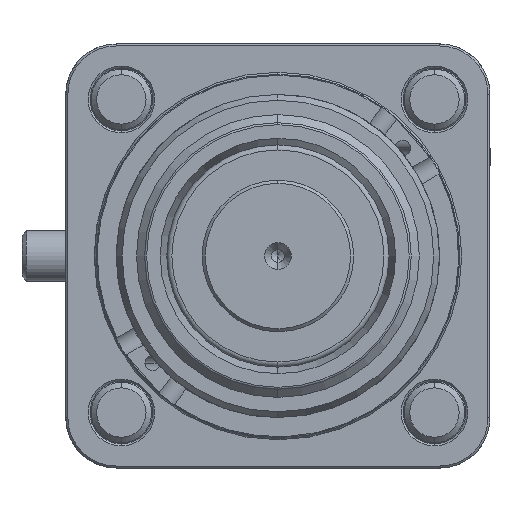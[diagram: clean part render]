
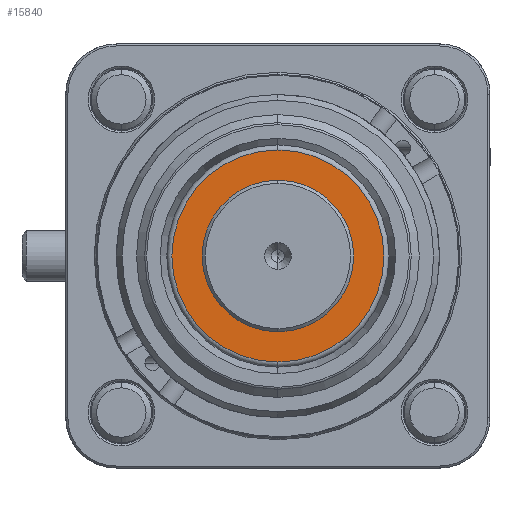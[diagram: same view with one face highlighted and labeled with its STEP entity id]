
A CAD part, front view. The second image highlights one B-rep face of the part: STEP entity #15840.
In plain terms, the highlighted planar face has unit normal (0, -1, 0).
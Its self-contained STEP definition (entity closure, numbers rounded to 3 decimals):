
#433 = DIRECTION ( 'NONE',  ( 0., -1., 0. ) ) ;
#1125 = DIRECTION ( 'NONE',  ( 0., -1., 0. ) ) ;
#2100 = DIRECTION ( 'NONE',  ( 0., 0., 1. ) ) ;
#2484 = FACE_BOUND ( 'NONE', #23345, .T. ) ;
#2826 = DIRECTION ( 'NONE',  ( 0., 0., 1. ) ) ;
#4044 = CARTESIAN_POINT ( 'NONE',  ( 0., -28.61, 7.5 ) ) ;
#4736 = CARTESIAN_POINT ( 'NONE',  ( 0., -28.61, 0. ) ) ;
#6295 = VERTEX_POINT ( 'NONE', #21360 ) ;
#6749 = ORIENTED_EDGE ( 'NONE', *, *, #25005, .T. ) ;
#6955 = DIRECTION ( 'NONE',  ( 0., 0., -1. ) ) ;
#7702 = DIRECTION ( 'NONE',  ( 0., -1., 0. ) ) ;
#9581 = CARTESIAN_POINT ( 'NONE',  ( 0., -28.61, 0. ) ) ;
#10765 = ORIENTED_EDGE ( 'NONE', *, *, #22889, .F. ) ;
#11525 = CARTESIAN_POINT ( 'NONE',  ( 0., -28.61, -10.5 ) ) ;
#12486 = CARTESIAN_POINT ( 'NONE',  ( 0., -28.61, 0. ) ) ;
#12669 = VERTEX_POINT ( 'NONE', #30543 ) ;
#13366 = CARTESIAN_POINT ( 'NONE',  ( 0., -28.61, 0. ) ) ;
#15817 = AXIS2_PLACEMENT_3D ( 'NONE', #13366, #1125, #27431 ) ;
#15840 = ADVANCED_FACE ( 'NONE', ( #2484, #21511 ), #29264, .F. ) ;
#16128 = VERTEX_POINT ( 'NONE', #4044 ) ;
#16247 = VERTEX_POINT ( 'NONE', #11525 ) ;
#16763 = CARTESIAN_POINT ( 'NONE',  ( -10.5, -28.61, 0. ) ) ;
#19617 = CIRCLE ( 'NONE', #25677, 7.5 ) ;
#20023 = ORIENTED_EDGE ( 'NONE', *, *, #29263, .T. ) ;
#21360 = CARTESIAN_POINT ( 'NONE',  ( 0., -28.61, -7.5 ) ) ;
#21511 = FACE_OUTER_BOUND ( 'NONE', #27781, .T. ) ;
#22134 = DIRECTION ( 'NONE',  ( 0., 0., 1. ) ) ;
#22889 = EDGE_CURVE ( 'NONE', #6295, #16128, #19617, .T. ) ;
#23278 = EDGE_CURVE ( 'NONE', #16128, #6295, #26190, .T. ) ;
#23345 = EDGE_LOOP ( 'NONE', ( #10765, #24236 ) ) ;
#23813 = DIRECTION ( 'NONE',  ( 0., -1., 0. ) ) ;
#24236 = ORIENTED_EDGE ( 'NONE', *, *, #23278, .F. ) ;
#24346 = DIRECTION ( 'NONE',  ( 0., 1., 0. ) ) ;
#24682 = AXIS2_PLACEMENT_3D ( 'NONE', #12486, #7702, #22134 ) ;
#24732 = AXIS2_PLACEMENT_3D ( 'NONE', #16763, #24346, #6955 ) ;
#24888 = CIRCLE ( 'NONE', #28442, 10.5 ) ;
#25005 = EDGE_CURVE ( 'NONE', #16247, #12669, #24888, .T. ) ;
#25404 = CIRCLE ( 'NONE', #15817, 10.5 ) ;
#25677 = AXIS2_PLACEMENT_3D ( 'NONE', #4736, #433, #2826 ) ;
#26190 = CIRCLE ( 'NONE', #24682, 7.5 ) ;
#27431 = DIRECTION ( 'NONE',  ( 0., 0., 1. ) ) ;
#27781 = EDGE_LOOP ( 'NONE', ( #20023, #6749 ) ) ;
#28442 = AXIS2_PLACEMENT_3D ( 'NONE', #9581, #23813, #2100 ) ;
#29263 = EDGE_CURVE ( 'NONE', #12669, #16247, #25404, .T. ) ;
#29264 = PLANE ( 'NONE',  #24732 ) ;
#30543 = CARTESIAN_POINT ( 'NONE',  ( 0., -28.61, 10.5 ) ) ;
